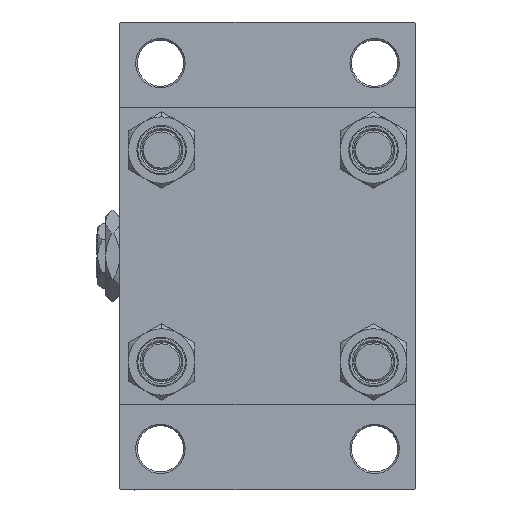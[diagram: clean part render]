
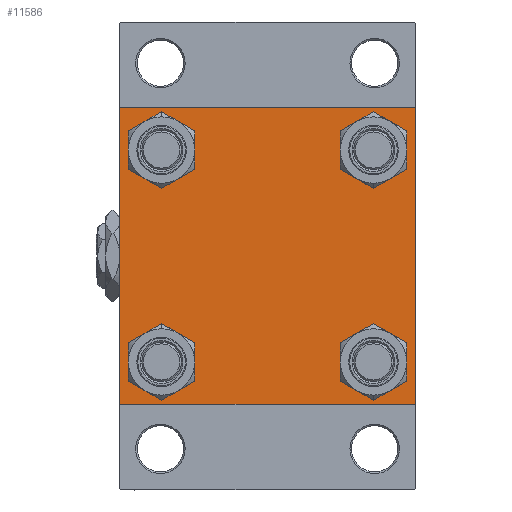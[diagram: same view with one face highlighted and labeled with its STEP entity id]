
A CAD part, left-side view. The second image highlights one B-rep face of the part: STEP entity #11586.
In plain terms, the highlighted planar face has unit normal (-1, 0, 0).
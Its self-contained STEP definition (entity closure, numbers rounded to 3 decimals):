
#892 = EDGE_CURVE ( 'NONE', #25270, #45412, #6621, .T. ) ;
#1182 = VERTEX_POINT ( 'NONE', #45754 ) ;
#1499 = DIRECTION ( 'NONE',  ( 0., 0., 1. ) ) ;
#1565 = EDGE_CURVE ( 'NONE', #16759, #22001, #22627, .T. ) ;
#1934 = CARTESIAN_POINT ( 'NONE',  ( 0., 44.5, -45. ) ) ;
#2170 = CARTESIAN_POINT ( 'NONE',  ( 0., -32.15, 25.65 ) ) ;
#2539 = ORIENTED_EDGE ( 'NONE', *, *, #1565, .T. ) ;
#2825 = VECTOR ( 'NONE', #27160, 1000. ) ;
#2880 = AXIS2_PLACEMENT_3D ( 'NONE', #42924, #42680, #5335 ) ;
#3046 = CARTESIAN_POINT ( 'NONE',  ( 0., -44.75, -44.75 ) ) ;
#3243 = FACE_BOUND ( 'NONE', #46009, .T. ) ;
#3510 = VERTEX_POINT ( 'NONE', #34693 ) ;
#3817 = CARTESIAN_POINT ( 'NONE',  ( 0., -32.15, -25.65 ) ) ;
#3873 = LINE ( 'NONE', #38420, #2825 ) ;
#4212 = PLANE ( 'NONE',  #34066 ) ;
#4216 = AXIS2_PLACEMENT_3D ( 'NONE', #25380, #18101, #36389 ) ;
#4291 = EDGE_CURVE ( 'NONE', #18660, #27205, #22869, .T. ) ;
#4624 = EDGE_CURVE ( 'NONE', #9854, #41405, #35532, .T. ) ;
#4831 = VECTOR ( 'NONE', #14584, 1000. ) ;
#4908 = CARTESIAN_POINT ( 'NONE',  ( 0., 44.5, 45. ) ) ;
#5114 = VERTEX_POINT ( 'NONE', #1934 ) ;
#5335 = DIRECTION ( 'NONE',  ( 0., 0., 1. ) ) ;
#6299 = DIRECTION ( 'NONE',  ( 0., -0.707, 0.707 ) ) ;
#6455 = DIRECTION ( 'NONE',  ( 0., 0., 1. ) ) ;
#6560 = ORIENTED_EDGE ( 'NONE', *, *, #43186, .T. ) ;
#6562 = EDGE_CURVE ( 'NONE', #38630, #3510, #3873, .T. ) ;
#6621 = CIRCLE ( 'NONE', #35431, 6.5 ) ;
#7202 = LINE ( 'NONE', #41024, #38366 ) ;
#7264 = DIRECTION ( 'NONE',  ( 0., 0., 1. ) ) ;
#7487 = DIRECTION ( 'NONE',  ( -1., 0., 0. ) ) ;
#8404 = CARTESIAN_POINT ( 'NONE',  ( 0., -32.15, 32.15 ) ) ;
#8503 = EDGE_LOOP ( 'NONE', ( #39192, #42647 ) ) ;
#8701 = VECTOR ( 'NONE', #31468, 1000. ) ;
#9854 = VERTEX_POINT ( 'NONE', #22297 ) ;
#9859 = EDGE_LOOP ( 'NONE', ( #40408, #15724, #12138, #21754, #43928, #15590, #12278, #6560 ) ) ;
#10992 = FACE_BOUND ( 'NONE', #8503, .T. ) ;
#11012 = CARTESIAN_POINT ( 'NONE',  ( 0., -32.15, 32.15 ) ) ;
#11100 = VERTEX_POINT ( 'NONE', #36120 ) ;
#11127 = CIRCLE ( 'NONE', #27934, 6.5 ) ;
#11586 = ADVANCED_FACE ( 'NONE', ( #18996, #10992, #38525, #3243, #15001 ), #4212, .T. ) ;
#11740 = DIRECTION ( 'NONE',  ( 0., 0., 1. ) ) ;
#12138 = ORIENTED_EDGE ( 'NONE', *, *, #18352, .T. ) ;
#12278 = ORIENTED_EDGE ( 'NONE', *, *, #4291, .F. ) ;
#13605 = EDGE_CURVE ( 'NONE', #33278, #18508, #48362, .T. ) ;
#13937 = AXIS2_PLACEMENT_3D ( 'NONE', #38586, #38095, #30350 ) ;
#14584 = DIRECTION ( 'NONE',  ( 0., 0.707, -0.707 ) ) ;
#15001 = FACE_OUTER_BOUND ( 'NONE', #9859, .T. ) ;
#15294 = VECTOR ( 'NONE', #22484, 1000. ) ;
#15473 = ORIENTED_EDGE ( 'NONE', *, *, #39272, .T. ) ;
#15590 = ORIENTED_EDGE ( 'NONE', *, *, #26455, .T. ) ;
#15724 = ORIENTED_EDGE ( 'NONE', *, *, #31361, .T. ) ;
#16759 = VERTEX_POINT ( 'NONE', #45878 ) ;
#17393 = EDGE_CURVE ( 'NONE', #22001, #16759, #19852, .T. ) ;
#17912 = CARTESIAN_POINT ( 'NONE',  ( 0., -45., -44.5 ) ) ;
#18101 = DIRECTION ( 'NONE',  ( 1., 0., 0. ) ) ;
#18331 = LINE ( 'NONE', #48882, #4831 ) ;
#18352 = EDGE_CURVE ( 'NONE', #5114, #33278, #26987, .T. ) ;
#18508 = VERTEX_POINT ( 'NONE', #17912 ) ;
#18660 = VERTEX_POINT ( 'NONE', #4908 ) ;
#18996 = FACE_BOUND ( 'NONE', #26508, .T. ) ;
#19852 = CIRCLE ( 'NONE', #46279, 6.5 ) ;
#20117 = CARTESIAN_POINT ( 'NONE',  ( 0., -44.5, -45. ) ) ;
#20242 = CARTESIAN_POINT ( 'NONE',  ( 0., 32.15, -25.65 ) ) ;
#21005 = CARTESIAN_POINT ( 'NONE',  ( 0., 32.15, -32.15 ) ) ;
#21469 = DIRECTION ( 'NONE',  ( 1., 0., 0. ) ) ;
#21754 = ORIENTED_EDGE ( 'NONE', *, *, #13605, .T. ) ;
#22001 = VERTEX_POINT ( 'NONE', #27558 ) ;
#22263 = EDGE_CURVE ( 'NONE', #45412, #25270, #38345, .T. ) ;
#22297 = CARTESIAN_POINT ( 'NONE',  ( 0., -32.15, -38.65 ) ) ;
#22484 = DIRECTION ( 'NONE',  ( 0., 0.707, 0.707 ) ) ;
#22501 = VERTEX_POINT ( 'NONE', #2170 ) ;
#22627 = CIRCLE ( 'NONE', #4216, 6.5 ) ;
#22742 = DIRECTION ( 'NONE',  ( 0., 0., 1. ) ) ;
#22869 = LINE ( 'NONE', #46161, #36316 ) ;
#23680 = DIRECTION ( 'NONE',  ( 1., 0., 0. ) ) ;
#25270 = VERTEX_POINT ( 'NONE', #20242 ) ;
#25380 = CARTESIAN_POINT ( 'NONE',  ( 0., 32.15, 32.15 ) ) ;
#26303 = DIRECTION ( 'NONE',  ( 1., 0., 0. ) ) ;
#26449 = LINE ( 'NONE', #37953, #34826 ) ;
#26455 = EDGE_CURVE ( 'NONE', #1182, #27205, #49035, .T. ) ;
#26508 = EDGE_LOOP ( 'NONE', ( #49049, #15473 ) ) ;
#26694 = DIRECTION ( 'NONE',  ( 0., -0.707, -0.707 ) ) ;
#26987 = LINE ( 'NONE', #42266, #8701 ) ;
#27160 = DIRECTION ( 'NONE',  ( 0., 0., -1. ) ) ;
#27205 = VERTEX_POINT ( 'NONE', #42111 ) ;
#27558 = CARTESIAN_POINT ( 'NONE',  ( 0., 32.15, 25.65 ) ) ;
#27934 = AXIS2_PLACEMENT_3D ( 'NONE', #11012, #26303, #7264 ) ;
#28063 = AXIS2_PLACEMENT_3D ( 'NONE', #21005, #35805, #1499 ) ;
#28387 = CARTESIAN_POINT ( 'NONE',  ( 0., 45., 44.5 ) ) ;
#29071 = EDGE_CURVE ( 'NONE', #41405, #9854, #30098, .T. ) ;
#30098 = CIRCLE ( 'NONE', #2880, 6.5 ) ;
#30350 = DIRECTION ( 'NONE',  ( 0., 0., 1. ) ) ;
#31361 = EDGE_CURVE ( 'NONE', #3510, #5114, #26449, .T. ) ;
#31468 = DIRECTION ( 'NONE',  ( 0., -1., 0. ) ) ;
#33032 = ORIENTED_EDGE ( 'NONE', *, *, #17393, .T. ) ;
#33278 = VERTEX_POINT ( 'NONE', #20117 ) ;
#33792 = CARTESIAN_POINT ( 'NONE',  ( 0., 0., 0. ) ) ;
#34066 = AXIS2_PLACEMENT_3D ( 'NONE', #33792, #7487, #22742 ) ;
#34693 = CARTESIAN_POINT ( 'NONE',  ( 0., 45., -44.5 ) ) ;
#34826 = VECTOR ( 'NONE', #26694, 1000. ) ;
#35431 = AXIS2_PLACEMENT_3D ( 'NONE', #45081, #45322, #11740 ) ;
#35532 = CIRCLE ( 'NONE', #13937, 6.5 ) ;
#35805 = DIRECTION ( 'NONE',  ( 1., 0., 0. ) ) ;
#36120 = CARTESIAN_POINT ( 'NONE',  ( 0., -32.15, 38.65 ) ) ;
#36295 = EDGE_LOOP ( 'NONE', ( #38258, #47376 ) ) ;
#36316 = VECTOR ( 'NONE', #42177, 1000. ) ;
#36389 = DIRECTION ( 'NONE',  ( 0., 0., 1. ) ) ;
#37953 = CARTESIAN_POINT ( 'NONE',  ( 0., 44.75, -44.75 ) ) ;
#38095 = DIRECTION ( 'NONE',  ( 1., 0., 0. ) ) ;
#38258 = ORIENTED_EDGE ( 'NONE', *, *, #892, .T. ) ;
#38345 = CIRCLE ( 'NONE', #28063, 6.5 ) ;
#38366 = VECTOR ( 'NONE', #41272, 1000. ) ;
#38420 = CARTESIAN_POINT ( 'NONE',  ( 0., 45., 45. ) ) ;
#38525 = FACE_BOUND ( 'NONE', #36295, .T. ) ;
#38586 = CARTESIAN_POINT ( 'NONE',  ( 0., -32.15, -32.15 ) ) ;
#38630 = VERTEX_POINT ( 'NONE', #28387 ) ;
#38961 = DIRECTION ( 'NONE',  ( 0., 0., 1. ) ) ;
#39192 = ORIENTED_EDGE ( 'NONE', *, *, #29071, .T. ) ;
#39272 = EDGE_CURVE ( 'NONE', #22501, #11100, #11127, .T. ) ;
#39419 = CARTESIAN_POINT ( 'NONE',  ( 0., 32.15, -38.65 ) ) ;
#40408 = ORIENTED_EDGE ( 'NONE', *, *, #6562, .T. ) ;
#41024 = CARTESIAN_POINT ( 'NONE',  ( 0., -45., 45. ) ) ;
#41272 = DIRECTION ( 'NONE',  ( 0., 0., -1. ) ) ;
#41405 = VERTEX_POINT ( 'NONE', #3817 ) ;
#41637 = AXIS2_PLACEMENT_3D ( 'NONE', #8404, #23680, #38961 ) ;
#42111 = CARTESIAN_POINT ( 'NONE',  ( 0., -44.5, 45. ) ) ;
#42177 = DIRECTION ( 'NONE',  ( 0., -1., 0. ) ) ;
#42266 = CARTESIAN_POINT ( 'NONE',  ( 0., 45., -45. ) ) ;
#42647 = ORIENTED_EDGE ( 'NONE', *, *, #4624, .T. ) ;
#42680 = DIRECTION ( 'NONE',  ( 1., 0., 0. ) ) ;
#42924 = CARTESIAN_POINT ( 'NONE',  ( 0., -32.15, -32.15 ) ) ;
#43099 = EDGE_CURVE ( 'NONE', #11100, #22501, #44818, .T. ) ;
#43186 = EDGE_CURVE ( 'NONE', #18660, #38630, #18331, .T. ) ;
#43928 = ORIENTED_EDGE ( 'NONE', *, *, #44894, .F. ) ;
#44777 = CARTESIAN_POINT ( 'NONE',  ( 0., 32.15, 32.15 ) ) ;
#44818 = CIRCLE ( 'NONE', #41637, 6.5 ) ;
#44894 = EDGE_CURVE ( 'NONE', #1182, #18508, #7202, .T. ) ;
#45081 = CARTESIAN_POINT ( 'NONE',  ( 0., 32.15, -32.15 ) ) ;
#45322 = DIRECTION ( 'NONE',  ( 1., 0., 0. ) ) ;
#45412 = VERTEX_POINT ( 'NONE', #39419 ) ;
#45754 = CARTESIAN_POINT ( 'NONE',  ( 0., -45., 44.5 ) ) ;
#45878 = CARTESIAN_POINT ( 'NONE',  ( 0., 32.15, 38.65 ) ) ;
#46009 = EDGE_LOOP ( 'NONE', ( #2539, #33032 ) ) ;
#46161 = CARTESIAN_POINT ( 'NONE',  ( 0., 45., 45. ) ) ;
#46279 = AXIS2_PLACEMENT_3D ( 'NONE', #44777, #21469, #6455 ) ;
#47376 = ORIENTED_EDGE ( 'NONE', *, *, #22263, .T. ) ;
#48287 = CARTESIAN_POINT ( 'NONE',  ( 0., -44.75, 44.75 ) ) ;
#48362 = LINE ( 'NONE', #3046, #48536 ) ;
#48536 = VECTOR ( 'NONE', #6299, 1000. ) ;
#48882 = CARTESIAN_POINT ( 'NONE',  ( 0., 44.75, 44.75 ) ) ;
#49035 = LINE ( 'NONE', #48287, #15294 ) ;
#49049 = ORIENTED_EDGE ( 'NONE', *, *, #43099, .T. ) ;
